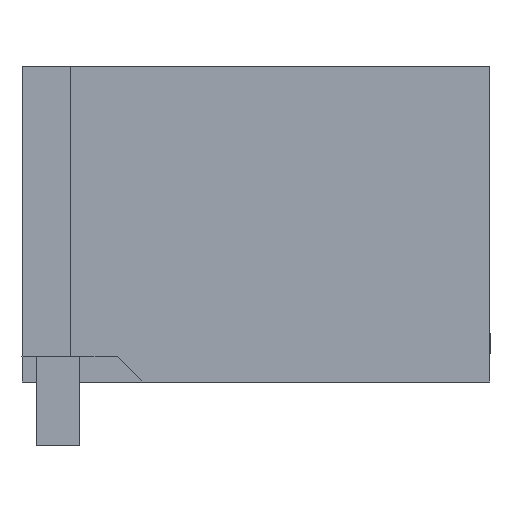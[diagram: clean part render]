
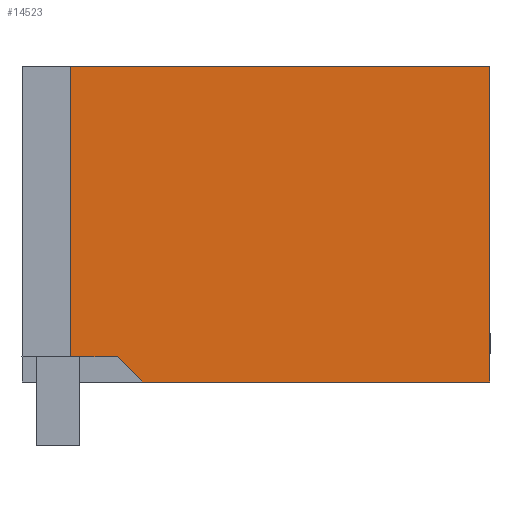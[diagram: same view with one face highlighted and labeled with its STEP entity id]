
A CAD part, left-side view. The second image highlights one B-rep face of the part: STEP entity #14523.
In plain terms, the highlighted planar face has unit normal (-1, 0, 0).
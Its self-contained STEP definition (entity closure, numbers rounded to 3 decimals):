
#14494=AXIS2_PLACEMENT_3D('Plane Axis2P3D',#14491,#14492,#14493) ;
#7908=CARTESIAN_POINT('Vertex',(0.,8.8,2.1)) ;
#7911=CARTESIAN_POINT('Line Origine',(0.,9.35,2.1)) ;
#7915=CARTESIAN_POINT('Vertex',(0.,9.9,2.1)) ;
#7988=CARTESIAN_POINT('Vertex',(0.,8.2,1.5)) ;
#7991=CARTESIAN_POINT('Line Origine',(0.,8.5,1.8)) ;
#11046=CARTESIAN_POINT('Line Origine',(0.,9.9,5.525)) ;
#11050=CARTESIAN_POINT('Vertex',(0.,9.9,8.95)) ;
#14491=CARTESIAN_POINT('Axis2P3D Location',(0.,11.05,-1.55)) ;
#14496=CARTESIAN_POINT('Line Origine',(0.,4.1,1.5)) ;
#14500=CARTESIAN_POINT('Vertex',(0.,0.,1.5)) ;
#14503=CARTESIAN_POINT('Line Origine',(0.,0.,5.225)) ;
#14507=CARTESIAN_POINT('Vertex',(0.,0.,8.95)) ;
#14510=CARTESIAN_POINT('Line Origine',(0.,4.95,8.95)) ;
#7912=DIRECTION('Vector Direction',(0.,-1.,0.)) ;
#7992=DIRECTION('Vector Direction',(0.,0.707,0.707)) ;
#11047=DIRECTION('Vector Direction',(0.,0.,-1.)) ;
#14492=DIRECTION('Axis2P3D Direction',(-1.,0.,0.)) ;
#14493=DIRECTION('Axis2P3D XDirection',(0.,-1.,0.)) ;
#14497=DIRECTION('Vector Direction',(0.,1.,0.)) ;
#14504=DIRECTION('Vector Direction',(0.,0.,-1.)) ;
#14511=DIRECTION('Vector Direction',(0.,1.,0.)) ;
#7913=VECTOR('Line Direction',#7912,1.) ;
#7993=VECTOR('Line Direction',#7992,1.) ;
#11048=VECTOR('Line Direction',#11047,1.) ;
#14498=VECTOR('Line Direction',#14497,1.) ;
#14505=VECTOR('Line Direction',#14504,1.) ;
#14512=VECTOR('Line Direction',#14511,1.) ;
#14516=ORIENTED_EDGE('',*,*,#7995,.T.) ;
#14517=ORIENTED_EDGE('',*,*,#14502,.T.) ;
#14518=ORIENTED_EDGE('',*,*,#14509,.T.) ;
#14519=ORIENTED_EDGE('',*,*,#14514,.T.) ;
#14520=ORIENTED_EDGE('',*,*,#11052,.T.) ;
#14521=ORIENTED_EDGE('',*,*,#7917,.T.) ;
#14523=ADVANCED_FACE('HOUSING',(#14522),#14495,.T.) ;
#7917=EDGE_CURVE('',#7916,#7909,#7914,.T.) ;
#7995=EDGE_CURVE('',#7909,#7989,#7994,.F.) ;
#11052=EDGE_CURVE('',#11051,#7916,#11049,.T.) ;
#14502=EDGE_CURVE('',#7989,#14501,#14499,.F.) ;
#14509=EDGE_CURVE('',#14501,#14508,#14506,.F.) ;
#14514=EDGE_CURVE('',#14508,#11051,#14513,.T.) ;
#14515=EDGE_LOOP('',(#14516,#14517,#14518,#14519,#14520,#14521)) ;
#14522=FACE_OUTER_BOUND('',#14515,.T.) ;
#7914=LINE('Line',#7911,#7913) ;
#7994=LINE('Line',#7991,#7993) ;
#11049=LINE('Line',#11046,#11048) ;
#14499=LINE('Line',#14496,#14498) ;
#14506=LINE('Line',#14503,#14505) ;
#14513=LINE('Line',#14510,#14512) ;
#14495=PLANE('',#14494) ;
#7909=VERTEX_POINT('',#7908) ;
#7916=VERTEX_POINT('',#7915) ;
#7989=VERTEX_POINT('',#7988) ;
#11051=VERTEX_POINT('',#11050) ;
#14501=VERTEX_POINT('',#14500) ;
#14508=VERTEX_POINT('',#14507) ;
